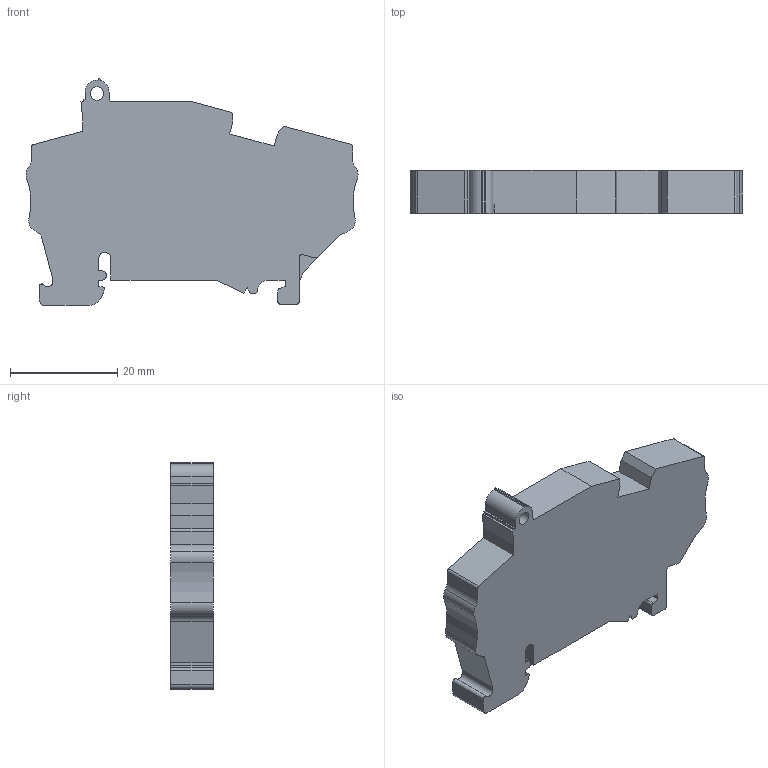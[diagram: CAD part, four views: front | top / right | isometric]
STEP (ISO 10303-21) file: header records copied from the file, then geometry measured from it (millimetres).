
FILE_DESCRIPTION(/* description */ ('Unknown'),/* implementation_level */ '2;1');
FILE_NAME(/* name */ 'dcf4h',/* time_stamp */ '2016-10-14T10:51:30+05:00',/* author */ ('Unknown'),/* organization */ ('Unknown'),/* preprocessor_version */ 'ST-DEVELOPER v16',/* originating_system */ 'DEX',/* authorisation */ $);
FILE_SCHEMA (('AUTOMOTIVE_DESIGN {1 0 10303 214 3 1 1}'));
Length unit declared in the file: millimetre
Products named in the file (1): dcf4h
Bounding box: 61.96 x 8 x 42.32 mm (x, y, z)
Volume: 14246.2 mm3; surface area: 5440.8 mm2
Topology: 1 solids, 1 shells, 89 faces, 261 edges, 174 vertices
Faces by surface type: plane 51, cylinder 38
Full cylindrical faces by diameter (mm): 2.5 x1
Entity records: 3002 total; most frequent: CARTESIAN_POINT 524, ORIENTED_EDGE 520, DIRECTION 516, EDGE_CURVE 260, LINE 184, VECTOR 184, VERTEX_POINT 174, AXIS2_PLACEMENT_3D 166
